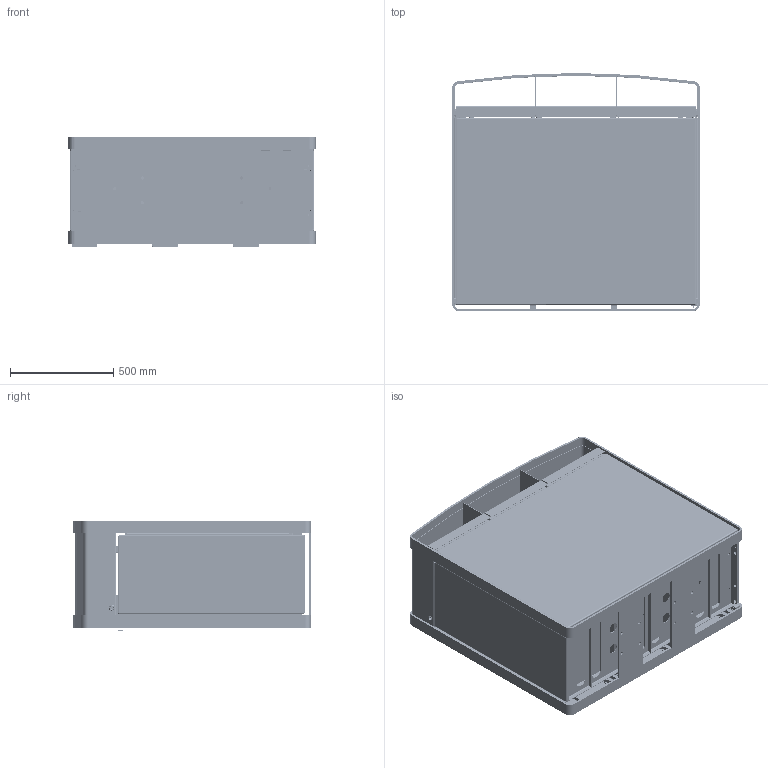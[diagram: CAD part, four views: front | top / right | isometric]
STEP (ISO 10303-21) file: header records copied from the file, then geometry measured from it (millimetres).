
FILE_DESCRIPTION (( 'STEP AP203' ), '1' );
FILE_NAME ('STLB.70WS3.STEP', '2021-02-22T16:02:23', ( '' ), ( '' ), 'SwSTEP 2.0', 'SolidWorks 2020', '' );
FILE_SCHEMA (( 'CONFIG_CONTROL_DESIGN' ));
Length unit declared in the file: millimetre
Products named in the file (94): STLB.70WS3- Back Panel; STLB.70WS3-Frame Back Strip; STLB Lock Pin; STLB Frame Lock Pin Slide; STLB.70WS3-Lock Axle; STLB Lock Pos pin; STLB.70-Insert Side2; STLB Frame Trash insert connect; STLB.70-Garbage Side 1; STLB.70 Trash Insert; STLB.70WS3 Devider; STLB Axle; socket set screw flat point_iso_ISO 4026 - M6 x 8-N; STLB Lock Axle Holder; STLB Lock Arm2; STLB Frame Lock Offset; Handle FOB NINGBO; STLB.70 Door Mid Reinf; STLB Door Hinge Reinf; STLB Door Axle; Bush-PA 6x8x10x10x2 DIN1494; STLB Frame Lock Pin Slide Plate; STLB.70WS3- Frame Outside Strip; STLB.70 Garbage; STLB Frame Lock End; STLB.70WS3-Frame Outside TopStrip; STLB.70 Door; STLB IPS Lock 8mm triangle; STLB.70WS3-Frame Top plate; STLB Door Axle Mount; Adjusting Ring DIN 705A Inox A1; STLB Frame Back Panel connect; STLB.70-Garbage Bottom; STLB Door Handle; STLB.70WS3 Frame Assembly; STLB Frame Bottom Reinf; STLB.70WS3 Frame; STLB Door lock; STLB Frame Axle holder; STLB.70 Door Assembly_Door1 ...
Assembly tree (392 placements, depth 4):
  STLB.70WS3
    STLB.70WS3 Frame Assembly
      STLB.70WS3 Frame
        STLB.70WS3- Frame Outside Strip  x4
        STLB.70WS3-Frame Outside TopStrip  x2
        STLB.70WS3-Frame Top plate
        STLB.70WS3-Frame Bottom
        STLB.70WS3-Frame Front Strip
        STLB Frame Bottom Reinf  x7
        STLB.70WS3-Frame Back Strip
        STLB Frame Lock Offset
        STLB.WS Frame Lock Connect
        STLB Frame Lock End
        STLB Frame Panel Connect  x3
        STLB Frame Back Panel connect  x4
        STLB Frame Trash insert connect  x6
        STLB Frame Glide plate Left
        STLB Frame Glide plate Right
        STLB.WS-Frame Bottom Strip  x2
        STLB.WS-Frame Lock Connect Mid  x2
        STLB.WS-Frame Glide plate Mid  x2
        STLB.WS-Frame Hinge reinf  x2
        STLB.70WS3 Devider  x2
        STLB Frame Axle holder
      STLB Axle
        STLB Door Axle
        STLB Door Axle Mount
      slotted pan shoulder screw_din_DIN 923 - M5 x 12 --- 7N  x21
      PE Spacer 15x2.5x8.2.  x40
      Bush-PA 6x8x10x10x2 DIN1494  x9
      hex screw gradeab_iso_ISO 4017 - M5 x 12-N  x21
      plain washer normal grade a_iso_Washer ISO 7089 - 5  x33
      socket set screw flat point_iso_ISO 4026 - M6 x 8-N  x8
      STLB Lock Axle Holder  x6
      STLB.70WS3-Lock Axle
      STLB Lock Arm2  x3
      Adjusting Ring DIN 705A Inox A1  x8
      STLB Lock Arm  x3
      socket countersunk head screw_iso_ISO 10642 - M5 x 30 - 30N  x12
      STLB Casette
        STLB Cas Lock strip
        STLB Lock Pin  x2
      STLB Axle
        STLB Door Axle
        STLB Door Axle Mount
      STLB Axle
        STLB Door Axle
        STLB Door Axle Mount
      STLB Casette
        STLB Cas Lock strip
        STLB Lock Pin  x2
      STLB Casette
        STLB Cas Lock strip
        STLB Lock Pin  x2
      STLB Lock Pos pin
        STLB Frame Lock Pin Slide Plate
        STLB Frame Lock Pin Slide
      socket countersunk head screw_iso_ISO 10642 - M5 x 12 - 12N  x6
      STLB Lock Pos pin
        STLB Frame Lock Pin Slide Plate
Bounding box: 1195 x 1150 x 531 mm (x, y, z)
Volume: 34935690.2 mm3; surface area: 24764154.1 mm2
Topology: 367 solids, 367 shells, 9459 faces, 22269 edges, 13600 vertices
Faces by surface type: plane 5193, cylinder 2624, cone 1150, torus 264, bspline 228
Entity records: 102038 total; most frequent: CARTESIAN_POINT 18375, DIRECTION 13627, ORIENTED_EDGE 13422, EDGE_CURVE 6711, VECTOR 4951, LINE 4951, AXIS2_PLACEMENT_3D 4338, VERTEX_POINT 4215
